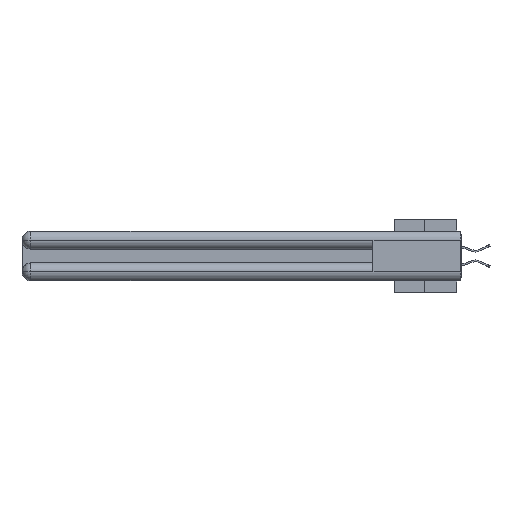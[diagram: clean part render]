
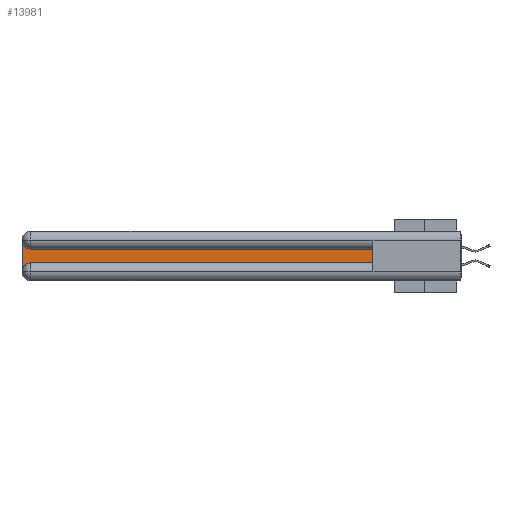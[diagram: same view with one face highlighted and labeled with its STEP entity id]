
A CAD part, left-side view. The second image highlights one B-rep face of the part: STEP entity #13981.
In plain terms, the highlighted planar face has unit normal (-1, 0, 0).
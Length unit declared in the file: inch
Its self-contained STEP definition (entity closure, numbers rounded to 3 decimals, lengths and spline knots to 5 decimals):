
#82 = EDGE_CURVE ( 'NONE', #7361, #37083, #18516, .T. ) ;
#250 = CARTESIAN_POINT ( 'NONE',  ( 0.075, 0.6, -0.2175 ) ) ;
#559 = EDGE_CURVE ( 'NONE', #37083, #6126, #24076, .T. ) ;
#1743 = VERTEX_POINT ( 'NONE', #34865 ) ;
#2023 = CARTESIAN_POINT ( 'NONE',  ( 0.075, 0.6, -0.2175 ) ) ;
#2302 = EDGE_LOOP ( 'NONE', ( #37647, #18972, #26329, #9181, #11969, #15284 ) ) ;
#2467 = LINE ( 'NONE', #4444, #30522 ) ;
#4444 = CARTESIAN_POINT ( 'NONE',  ( 0.075, 3., -0.2175 ) ) ;
#4546 = CARTESIAN_POINT ( 'NONE',  ( 0.075, 2.94, -0.2775 ) ) ;
#5582 = DIRECTION ( 'NONE',  ( 0., -1., 0. ) ) ;
#6126 = VERTEX_POINT ( 'NONE', #250 ) ;
#6267 = EDGE_CURVE ( 'NONE', #33290, #7361, #2467, .T. ) ;
#6291 = DIRECTION ( 'NONE',  ( 0., 0., -1. ) ) ;
#6411 = DIRECTION ( 'NONE',  ( 1., 0., 0. ) ) ;
#7239 = CARTESIAN_POINT ( 'NONE',  ( 0.075, 2.94, -0.2175 ) ) ;
#7361 = VERTEX_POINT ( 'NONE', #11410 ) ;
#7479 = LINE ( 'NONE', #2023, #7927 ) ;
#7927 = VECTOR ( 'NONE', #38455, 39.37008 ) ;
#9049 = DIRECTION ( 'NONE',  ( 0., 1., 0. ) ) ;
#9181 = ORIENTED_EDGE ( 'NONE', *, *, #82, .T. ) ;
#10575 = DIRECTION ( 'NONE',  ( 0., 0., -1. ) ) ;
#10996 = DIRECTION ( 'NONE',  ( 0., 0., -1. ) ) ;
#11410 = CARTESIAN_POINT ( 'NONE',  ( 0.075, 3., -0.2775 ) ) ;
#11631 = AXIS2_PLACEMENT_3D ( 'NONE', #14926, #6411, #6291 ) ;
#11751 = EDGE_CURVE ( 'NONE', #25021, #33290, #16369, .T. ) ;
#11969 = ORIENTED_EDGE ( 'NONE', *, *, #559, .T. ) ;
#13981 = ADVANCED_FACE ( 'NONE', ( #34353 ), #36142, .F. ) ;
#14926 = CARTESIAN_POINT ( 'NONE',  ( 0.075, 3., -0.1225 ) ) ;
#15284 = ORIENTED_EDGE ( 'NONE', *, *, #16654, .T. ) ;
#16369 = CIRCLE ( 'NONE', #19548, 0.06 ) ;
#16654 = EDGE_CURVE ( 'NONE', #6126, #1743, #7479, .T. ) ;
#16752 = CARTESIAN_POINT ( 'NONE',  ( 0.075, 2.94, -0.0625 ) ) ;
#18025 = VECTOR ( 'NONE', #5582, 39.37008 ) ;
#18516 = CIRCLE ( 'NONE', #34515, 0.06 ) ;
#18972 = ORIENTED_EDGE ( 'NONE', *, *, #11751, .T. ) ;
#19493 = CARTESIAN_POINT ( 'NONE',  ( 0.075, 2.94, -0.1225 ) ) ;
#19548 = AXIS2_PLACEMENT_3D ( 'NONE', #16752, #34974, #10996 ) ;
#20425 = CARTESIAN_POINT ( 'NONE',  ( 0.075, 0.6, -0.2175 ) ) ;
#24076 = LINE ( 'NONE', #20425, #18025 ) ;
#25021 = VERTEX_POINT ( 'NONE', #19493 ) ;
#25393 = DIRECTION ( 'NONE',  ( 1., 0., 0. ) ) ;
#25543 = DIRECTION ( 'NONE',  ( 0., 0., -1. ) ) ;
#26329 = ORIENTED_EDGE ( 'NONE', *, *, #6267, .T. ) ;
#26907 = LINE ( 'NONE', #35505, #30702 ) ;
#30522 = VECTOR ( 'NONE', #25543, 39.37008 ) ;
#30702 = VECTOR ( 'NONE', #9049, 39.37008 ) ;
#31139 = CARTESIAN_POINT ( 'NONE',  ( 0.075, 3., -0.0625 ) ) ;
#33290 = VERTEX_POINT ( 'NONE', #31139 ) ;
#34353 = FACE_OUTER_BOUND ( 'NONE', #2302, .T. ) ;
#34513 = EDGE_CURVE ( 'NONE', #1743, #25021, #26907, .T. ) ;
#34515 = AXIS2_PLACEMENT_3D ( 'NONE', #4546, #25393, #10575 ) ;
#34865 = CARTESIAN_POINT ( 'NONE',  ( 0.075, 0.6, -0.1225 ) ) ;
#34974 = DIRECTION ( 'NONE',  ( 1., 0., 0. ) ) ;
#35505 = CARTESIAN_POINT ( 'NONE',  ( 0.075, 0.6, -0.1225 ) ) ;
#36142 = PLANE ( 'NONE',  #11631 ) ;
#37083 = VERTEX_POINT ( 'NONE', #7239 ) ;
#37647 = ORIENTED_EDGE ( 'NONE', *, *, #34513, .T. ) ;
#38455 = DIRECTION ( 'NONE',  ( 0., 0., 1. ) ) ;
